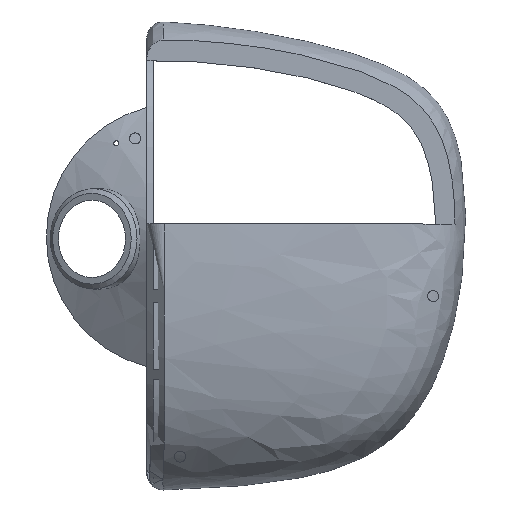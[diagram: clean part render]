
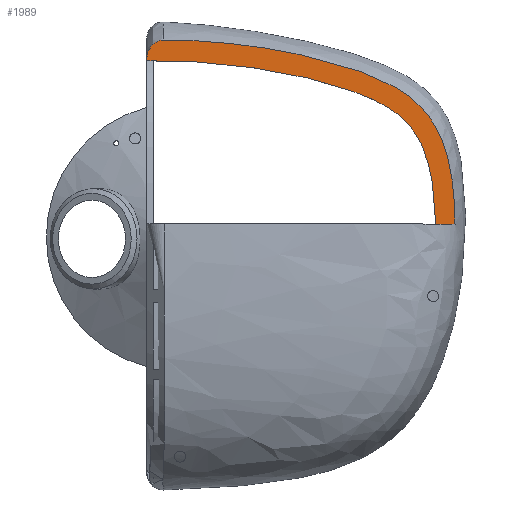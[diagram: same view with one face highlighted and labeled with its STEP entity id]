
A CAD part, top view. The second image highlights one B-rep face of the part: STEP entity #1989.
In plain terms, the highlighted planar face has unit normal (0, 0, 1).
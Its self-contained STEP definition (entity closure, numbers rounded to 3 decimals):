
#83=B_SPLINE_CURVE_WITH_KNOTS('',3,(#3282,#3283,#3284,#3285,#3286,#3287,
#3288,#3289,#3290,#3291,#3292,#3293),.UNSPECIFIED.,.F.,.F.,(4,2,2,2,2,4),
(0.,0.292,0.525,0.707,0.795,
0.882),.UNSPECIFIED.);
#84=B_SPLINE_CURVE_WITH_KNOTS('',3,(#3294,#3295,#3296,#3297,#3298,#3299),
 .UNSPECIFIED.,.F.,.F.,(4,2,4),(0.,0.1,0.2),
 .UNSPECIFIED.);
#85=B_SPLINE_CURVE_WITH_KNOTS('',3,(#3301,#3302,#3303,#3304,#3305,#3306,
#3307,#3308,#3309,#3310,#3311,#3312,#3313,#3314,#3315,#3316,#3317,#3318,
#3319,#3320,#3321,#3322,#3323,#3324,#3325,#3326,#3327,#3328),
 .UNSPECIFIED.,.F.,.F.,(4,3,3,3,3,3,3,3,3,4),(-3.62,-3.021,
-2.537,-2.043,-1.762,-1.613,
-1.27,-1.187,-0.741,-0.107),
 .UNSPECIFIED.);
#86=B_SPLINE_CURVE_WITH_KNOTS('',3,(#3333,#3334,#3335,#3336,#3337,#3338,
#3339,#3340,#3341,#3342,#3343,#3344,#3345,#3346,#3347,#3348,#3349,#3350),
 .UNSPECIFIED.,.F.,.F.,(4,2,2,2,2,2,2,2,4),(-10.263,-9.571,
-8.678,-7.466,-5.915,-4.448,
-3.257,-1.937,-0.05),.UNSPECIFIED.);
#199=PLANE('',#2142);
#283=FACE_OUTER_BOUND('',#405,.T.);
#405=EDGE_LOOP('',(#1491,#1492,#1493,#1494,#1495,#1496,#1497));
#549=LINE('',#3247,#701);
#552=LINE('',#3330,#704);
#553=LINE('',#3332,#705);
#701=VECTOR('',#2379,10.);
#704=VECTOR('',#2384,10.);
#705=VECTOR('',#2385,10.);
#903=VERTEX_POINT('',#3089);
#924=VERTEX_POINT('',#3229);
#925=VERTEX_POINT('',#3246);
#929=VERTEX_POINT('',#3281);
#930=VERTEX_POINT('',#3300);
#931=VERTEX_POINT('',#3329);
#932=VERTEX_POINT('',#3331);
#1144=EDGE_CURVE('',#924,#925,#549,.T.);
#1149=EDGE_CURVE('',#925,#929,#83,.T.);
#1150=EDGE_CURVE('',#924,#903,#84,.T.);
#1151=EDGE_CURVE('',#930,#903,#85,.T.);
#1152=EDGE_CURVE('',#931,#930,#552,.T.);
#1153=EDGE_CURVE('',#932,#931,#553,.T.);
#1154=EDGE_CURVE('',#929,#932,#86,.T.);
#1491=ORIENTED_EDGE('',*,*,#1149,.F.);
#1492=ORIENTED_EDGE('',*,*,#1144,.F.);
#1493=ORIENTED_EDGE('',*,*,#1150,.T.);
#1494=ORIENTED_EDGE('',*,*,#1151,.F.);
#1495=ORIENTED_EDGE('',*,*,#1152,.F.);
#1496=ORIENTED_EDGE('',*,*,#1153,.F.);
#1497=ORIENTED_EDGE('',*,*,#1154,.F.);
#1989=ADVANCED_FACE('',(#283),#199,.T.);
#2142=AXIS2_PLACEMENT_3D('',#3280,#2382,#2383);
#2379=DIRECTION('',(0.,1.,0.));
#2382=DIRECTION('center_axis',(0.,0.,1.));
#2383=DIRECTION('ref_axis',(-1.,0.,0.));
#2384=DIRECTION('',(-1.,0.,0.));
#2385=DIRECTION('',(-1.,0.,0.));
#3089=CARTESIAN_POINT('',(2.,128.249,13.));
#3229=CARTESIAN_POINT('',(0.,128.249,13.));
#3246=CARTESIAN_POINT('',(0.,128.346,13.));
#3247=CARTESIAN_POINT('',(0.,87.324,13.));
#3280=CARTESIAN_POINT('Origin',(45.928,105.896,13.));
#3281=CARTESIAN_POINT('',(4.964,134.484,13.));
#3282=CARTESIAN_POINT('Ctrl Pts',(0.,128.346,
13.));
#3283=CARTESIAN_POINT('Ctrl Pts',(0.,129.319,
13.));
#3284=CARTESIAN_POINT('Ctrl Pts',(0.175,130.294,13.));
#3285=CARTESIAN_POINT('Ctrl Pts',(0.845,131.906,13.));
#3286=CARTESIAN_POINT('Ctrl Pts',(1.267,132.566,13.));
#3287=CARTESIAN_POINT('Ctrl Pts',(2.24,133.535,13.));
#3288=CARTESIAN_POINT('Ctrl Pts',(2.733,133.882,13.));
#3289=CARTESIAN_POINT('Ctrl Pts',(3.548,134.238,13.));
#3290=CARTESIAN_POINT('Ctrl Pts',(3.825,134.328,13.));
#3291=CARTESIAN_POINT('Ctrl Pts',(4.39,134.45,13.));
#3292=CARTESIAN_POINT('Ctrl Pts',(4.676,134.482,13.));
#3293=CARTESIAN_POINT('Ctrl Pts',(4.964,134.484,13.));
#3294=CARTESIAN_POINT('Ctrl Pts',(0.,128.249,
13.));
#3295=CARTESIAN_POINT('Ctrl Pts',(0.333,128.249,13.));
#3296=CARTESIAN_POINT('Ctrl Pts',(0.667,128.249,13.));
#3297=CARTESIAN_POINT('Ctrl Pts',(1.333,128.249,13.));
#3298=CARTESIAN_POINT('Ctrl Pts',(1.667,128.249,13.));
#3299=CARTESIAN_POINT('Ctrl Pts',(2.,128.249,13.));
#3300=CARTESIAN_POINT('',(86.4,79.5,13.));
#3301=CARTESIAN_POINT('Ctrl Pts',(86.4,79.5,13.));
#3302=CARTESIAN_POINT('Ctrl Pts',(86.345,85.246,13.));
#3303=CARTESIAN_POINT('Ctrl Pts',(85.778,91.38,13.));
#3304=CARTESIAN_POINT('Ctrl Pts',(84.413,96.726,13.));
#3305=CARTESIAN_POINT('Ctrl Pts',(83.309,101.048,13.));
#3306=CARTESIAN_POINT('Ctrl Pts',(81.862,104.239,13.));
#3307=CARTESIAN_POINT('Ctrl Pts',(80.161,106.782,13.));
#3308=CARTESIAN_POINT('Ctrl Pts',(78.423,109.38,13.));
#3309=CARTESIAN_POINT('Ctrl Pts',(76.259,111.572,13.));
#3310=CARTESIAN_POINT('Ctrl Pts',(73.196,113.629,13.));
#3311=CARTESIAN_POINT('Ctrl Pts',(71.442,114.806,13.));
#3312=CARTESIAN_POINT('Ctrl Pts',(68.717,116.421,13.));
#3313=CARTESIAN_POINT('Ctrl Pts',(63.902,118.311,13.));
#3314=CARTESIAN_POINT('Ctrl Pts',(61.34,119.316,13.));
#3315=CARTESIAN_POINT('Ctrl Pts',(58.193,120.394,13.));
#3316=CARTESIAN_POINT('Ctrl Pts',(54.315,121.501,13.));
#3317=CARTESIAN_POINT('Ctrl Pts',(45.398,124.047,13.));
#3318=CARTESIAN_POINT('Ctrl Pts',(37.751,125.356,13.));
#3319=CARTESIAN_POINT('Ctrl Pts',(32.869,126.065,13.));
#3320=CARTESIAN_POINT('Ctrl Pts',(31.692,126.235,13.));
#3321=CARTESIAN_POINT('Ctrl Pts',(30.675,126.371,13.));
#3322=CARTESIAN_POINT('Ctrl Pts',(29.832,126.482,13.));
#3323=CARTESIAN_POINT('Ctrl Pts',(25.318,127.077,13.));
#3324=CARTESIAN_POINT('Ctrl Pts',(20.295,127.614,13.));
#3325=CARTESIAN_POINT('Ctrl Pts',(15.63,127.957,13.));
#3326=CARTESIAN_POINT('Ctrl Pts',(9.036,128.441,13.));
#3327=CARTESIAN_POINT('Ctrl Pts',(4.62,128.366,13.));
#3328=CARTESIAN_POINT('Ctrl Pts',(2.,128.249,13.));
#3329=CARTESIAN_POINT('',(89.856,79.5,13.));
#3330=CARTESIAN_POINT('',(89.856,79.5,13.));
#3331=CARTESIAN_POINT('',(92.167,79.5,13.));
#3332=CARTESIAN_POINT('',(97.5,79.5,13.));
#3333=CARTESIAN_POINT('Ctrl Pts',(4.964,134.484,13.));
#3334=CARTESIAN_POINT('Ctrl Pts',(7.98,134.51,13.));
#3335=CARTESIAN_POINT('Ctrl Pts',(10.898,134.439,13.));
#3336=CARTESIAN_POINT('Ctrl Pts',(17.459,134.14,13.));
#3337=CARTESIAN_POINT('Ctrl Pts',(21.249,133.86,13.));
#3338=CARTESIAN_POINT('Ctrl Pts',(30.201,132.914,13.));
#3339=CARTESIAN_POINT('Ctrl Pts',(35.463,132.145,13.));
#3340=CARTESIAN_POINT('Ctrl Pts',(47.076,129.997,13.));
#3341=CARTESIAN_POINT('Ctrl Pts',(53.966,128.389,13.));
#3342=CARTESIAN_POINT('Ctrl Pts',(66.213,124.462,13.));
#3343=CARTESIAN_POINT('Ctrl Pts',(71.279,122.31,13.));
#3344=CARTESIAN_POINT('Ctrl Pts',(78.764,117.681,13.));
#3345=CARTESIAN_POINT('Ctrl Pts',(81.42,115.391,13.));
#3346=CARTESIAN_POINT('Ctrl Pts',(85.966,109.783,13.));
#3347=CARTESIAN_POINT('Ctrl Pts',(87.991,106.068,13.));
#3348=CARTESIAN_POINT('Ctrl Pts',(91.626,93.925,13.));
#3349=CARTESIAN_POINT('Ctrl Pts',(92.172,85.879,13.));
#3350=CARTESIAN_POINT('Ctrl Pts',(92.167,79.5,13.));
